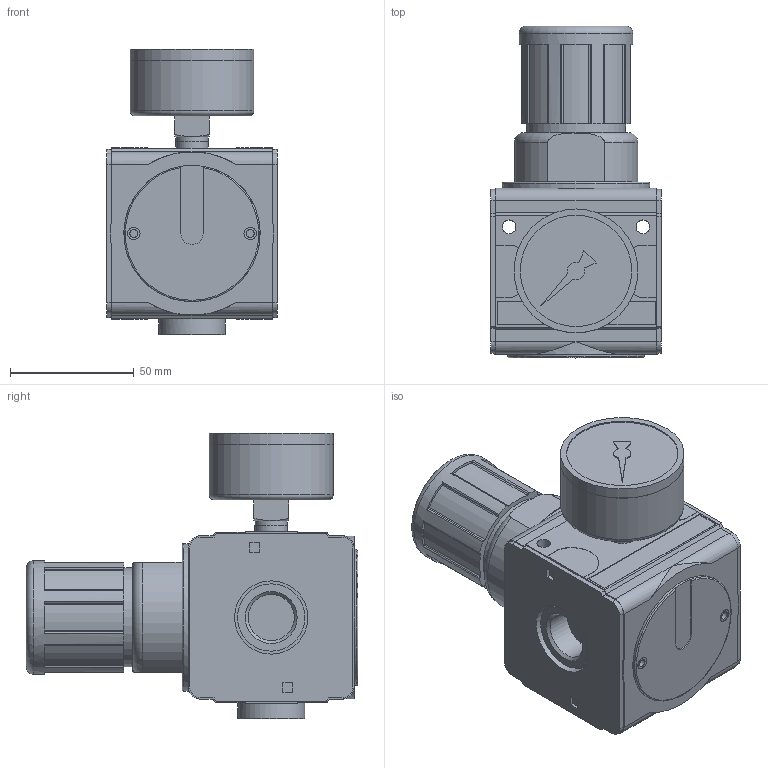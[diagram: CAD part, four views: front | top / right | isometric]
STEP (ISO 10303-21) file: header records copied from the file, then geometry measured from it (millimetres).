
FILE_DESCRIPTION( ( 'STEP AP203' ), ' ' );
FILE_NAME( '9.1733.202.stp', '2017-04-10T13:14:06', ( '' ), ( '' ), ' ', 'PARTsolutions', ' ' );
FILE_SCHEMA( ( 'CONFIG_CONTROL_DESIGN' ) );
Length unit declared in the file: millimetre
Products named in the file (3): 9.1733.202; _RB 33-3-00000-G; _RB 33-3-2
Assembly tree (2 placements, depth 2):
  9.1733.202
    _RB 33-3-00000-G
    _RB 33-3-2
Bounding box: 68.8 x 134 x 115.5 mm (x, y, z)
Volume: 466292.9 mm3; surface area: 53126.4 mm2
Topology: 2 solids, 2 shells, 295 faces, 749 edges, 493 vertices
Faces by surface type: plane 187, cylinder 93, torus 8, cone 7
Full cylindrical faces by diameter (mm): 3.2 x2, 5 x2, 5.5 x2, 11.445 x1, 13 x1, 13.157 x1, 18.631 x3, 23 x1, 27 x1, 27.2 x1, 27.3 x1, 29.6 x2, 40 x1, 45 x1, 46 x1, 49.96 x1, 50 x2, 55 x1, 59.5 x1
Entity records: 8905 total; most frequent: CARTESIAN_POINT 1696, DIRECTION 1501, ORIENTED_EDGE 1400, EDGE_CURVE 700, AXIS2_PLACEMENT_3D 517, VERTEX_POINT 482, LINE 467, VECTOR 467
